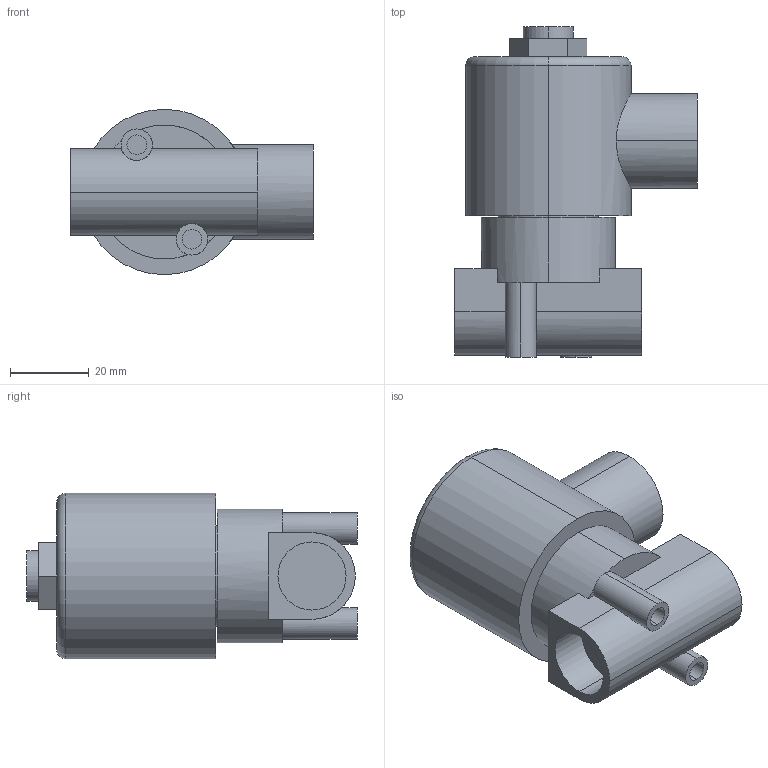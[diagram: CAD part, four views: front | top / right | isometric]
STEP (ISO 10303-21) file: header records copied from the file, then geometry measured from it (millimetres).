
FILE_DESCRIPTION (( 'STEP AP214' ), '1' );
FILE_NAME ('YS301A-9C.STEP', '2025-09-03T06:11:53', ( '' ), ( '' ), 'SwSTEP 2.0', 'SolidWorks 2024', '' );
FILE_SCHEMA (( 'AUTOMOTIVE_DESIGN' ));
Length unit declared in the file: millimetre
Products named in the file (3): ZS301-9_9C; AS301A; YS301A-9C
Assembly tree (2 placements, depth 2):
  YS301A-9C
    ZS301-9_9C
    AS301A
Bounding box: 61.55 x 83.93 x 42 mm (x, y, z)
Volume: 90915.5 mm3; surface area: 19914.4 mm2
Topology: 2 solids, 2 shells, 65 faces, 147 edges, 96 vertices
Faces by surface type: plane 35, cylinder 28, torus 2
Entity records: 2107 total; most frequent: CARTESIAN_POINT 501, DIRECTION 351, ORIENTED_EDGE 294, EDGE_CURVE 147, AXIS2_PLACEMENT_3D 140, VERTEX_POINT 96, EDGE_LOOP 75, LINE 71
